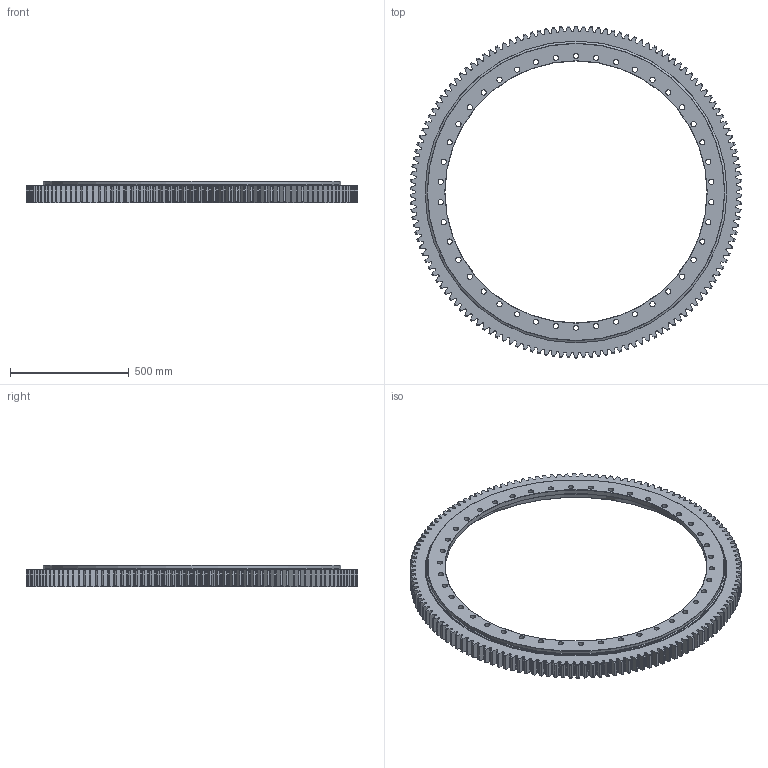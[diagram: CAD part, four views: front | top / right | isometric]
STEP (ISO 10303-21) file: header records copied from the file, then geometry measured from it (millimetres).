
FILE_DESCRIPTION (( 'STEP AP214' ), '1' );
FILE_NAME ('E.1400.32.00.C.STEP', '2020-04-15T08:36:03', ( '' ), ( '' ), 'SwSTEP 2.0', 'SolidWorks 2016', '' );
FILE_SCHEMA (( 'AUTOMOTIVE_DESIGN' ));
Length unit declared in the file: millimetre
Products named in the file (7): C.1400.B32C.A3N.0 - IR Seal; C.1400.B32C.A3N.0 - IR; C.1400.B32C.A3N.0 - OR Seal; C.1400.B32C.A3N.0 - OR; E.1400.32.00.C; Ball D32; Grease nipple M10x1mm
Assembly tree (115 placements, depth 2):
  E.1400.32.00.C
    C.1400.B32C.A3N.0 - IR
    C.1400.B32C.A3N.0 - OR
    Ball D32  x105
    C.1400.B32C.A3N.0 - IR Seal
    C.1400.B32C.A3N.0 - OR Seal
    Grease nipple M10x1mm  x6
Bounding box: 1399.79 x 1400 x 90 mm (x, y, z)
Volume: 27375892.6 mm3; surface area: 3474433.7 mm2
Topology: 115 solids, 115 shells, 1847 faces, 5345 edges, 3531 vertices
Faces by surface type: bspline 690, cone 423, plane 351, cylinder 252, sphere 105, torus 26
Full cylindrical faces by diameter (mm): 3 x6, 9 x6, 10 x6, 17.5 x42, 22 x42, 1105 x1, 1193 x1, 1241 x2, 1252 x1, 1255 x4, 1258 x1, 1269 x2
Entity records: 59452 total; most frequent: CARTESIAN_POINT 21352, ORIENTED_EDGE 8968, DIRECTION 5358, EDGE_CURVE 4484, VERTEX_POINT 3062, B_SPLINE_CURVE_WITH_KNOTS 2010, EDGE_LOOP 1888, AXIS2_PLACEMENT_3D 1848
